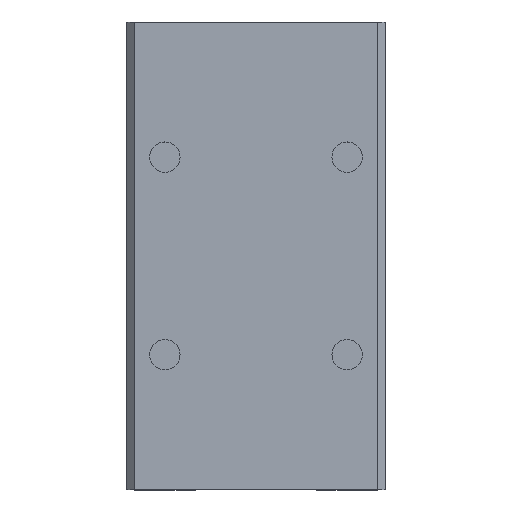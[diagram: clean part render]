
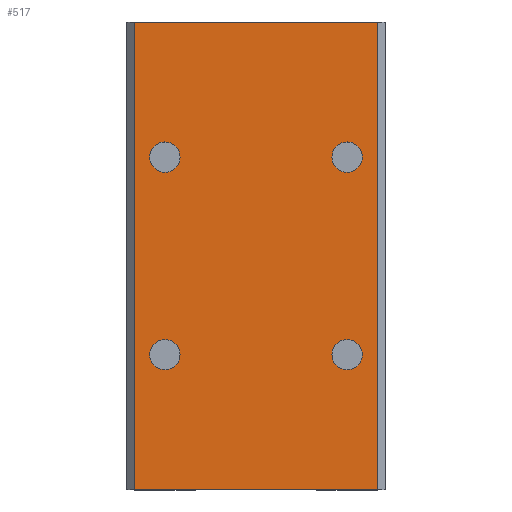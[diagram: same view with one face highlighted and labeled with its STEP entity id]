
A CAD part, top view. The second image highlights one B-rep face of the part: STEP entity #517.
In plain terms, the highlighted planar face has unit normal (0, 0, 1).
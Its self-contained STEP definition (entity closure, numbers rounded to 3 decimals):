
#95 = VERTEX_POINT('',#96);
#96 = CARTESIAN_POINT('',(-8.,0.,8.));
#102 = EDGE_CURVE('',#95,#103,#105,.T.);
#103 = VERTEX_POINT('',#104);
#104 = CARTESIAN_POINT('',(8.,0.,8.));
#105 = LINE('',#106,#107);
#106 = CARTESIAN_POINT('',(-8.5,0.,8.));
#107 = VECTOR('',#108,1.);
#108 = DIRECTION('',(1.,0.,0.));
#282 = VERTEX_POINT('',#283);
#283 = CARTESIAN_POINT('',(-8.,-30.8,8.));
#289 = EDGE_CURVE('',#282,#290,#292,.T.);
#290 = VERTEX_POINT('',#291);
#291 = CARTESIAN_POINT('',(8.,-30.8,8.));
#292 = LINE('',#293,#294);
#293 = CARTESIAN_POINT('',(-8.5,-30.8,8.));
#294 = VECTOR('',#295,1.);
#295 = DIRECTION('',(1.,0.,0.));
#490 = EDGE_CURVE('',#95,#282,#491,.T.);
#491 = LINE('',#492,#493);
#492 = CARTESIAN_POINT('',(-8.,0.,8.));
#493 = VECTOR('',#494,1.);
#494 = DIRECTION('',(0.,-1.,0.));
#517 = ADVANCED_FACE('',(#518,#529,#540,#551,#562),#573,.T.);
#518 = FACE_BOUND('',#519,.T.);
#519 = EDGE_LOOP('',(#520,#521,#522,#523));
#520 = ORIENTED_EDGE('',*,*,#102,.F.);
#521 = ORIENTED_EDGE('',*,*,#490,.T.);
#522 = ORIENTED_EDGE('',*,*,#289,.T.);
#523 = ORIENTED_EDGE('',*,*,#524,.F.);
#524 = EDGE_CURVE('',#103,#290,#525,.T.);
#525 = LINE('',#526,#527);
#526 = CARTESIAN_POINT('',(8.,0.,8.));
#527 = VECTOR('',#528,1.);
#528 = DIRECTION('',(0.,-1.,0.));
#529 = FACE_BOUND('',#530,.T.);
#530 = EDGE_LOOP('',(#531));
#531 = ORIENTED_EDGE('',*,*,#532,.F.);
#532 = EDGE_CURVE('',#533,#533,#535,.T.);
#533 = VERTEX_POINT('',#534);
#534 = CARTESIAN_POINT('',(-7.,-21.9,8.));
#535 = CIRCLE('',#536,1.);
#536 = AXIS2_PLACEMENT_3D('',#537,#538,#539);
#537 = CARTESIAN_POINT('',(-6.,-21.9,8.));
#538 = DIRECTION('',(0.,0.,1.));
#539 = DIRECTION('',(-1.,0.,0.));
#540 = FACE_BOUND('',#541,.T.);
#541 = EDGE_LOOP('',(#542));
#542 = ORIENTED_EDGE('',*,*,#543,.F.);
#543 = EDGE_CURVE('',#544,#544,#546,.T.);
#544 = VERTEX_POINT('',#545);
#545 = CARTESIAN_POINT('',(5.,-21.9,8.));
#546 = CIRCLE('',#547,1.);
#547 = AXIS2_PLACEMENT_3D('',#548,#549,#550);
#548 = CARTESIAN_POINT('',(6.,-21.9,8.));
#549 = DIRECTION('',(0.,0.,1.));
#550 = DIRECTION('',(-1.,0.,0.));
#551 = FACE_BOUND('',#552,.T.);
#552 = EDGE_LOOP('',(#553));
#553 = ORIENTED_EDGE('',*,*,#554,.F.);
#554 = EDGE_CURVE('',#555,#555,#557,.T.);
#555 = VERTEX_POINT('',#556);
#556 = CARTESIAN_POINT('',(-7.,-8.9,8.));
#557 = CIRCLE('',#558,1.);
#558 = AXIS2_PLACEMENT_3D('',#559,#560,#561);
#559 = CARTESIAN_POINT('',(-6.,-8.9,8.));
#560 = DIRECTION('',(0.,0.,1.));
#561 = DIRECTION('',(-1.,0.,0.));
#562 = FACE_BOUND('',#563,.T.);
#563 = EDGE_LOOP('',(#564));
#564 = ORIENTED_EDGE('',*,*,#565,.F.);
#565 = EDGE_CURVE('',#566,#566,#568,.T.);
#566 = VERTEX_POINT('',#567);
#567 = CARTESIAN_POINT('',(5.,-8.9,8.));
#568 = CIRCLE('',#569,1.);
#569 = AXIS2_PLACEMENT_3D('',#570,#571,#572);
#570 = CARTESIAN_POINT('',(6.,-8.9,8.));
#571 = DIRECTION('',(0.,0.,1.));
#572 = DIRECTION('',(-1.,0.,0.));
#573 = PLANE('',#574);
#574 = AXIS2_PLACEMENT_3D('',#575,#576,#577);
#575 = CARTESIAN_POINT('',(-8.5,0.,8.));
#576 = DIRECTION('',(0.,0.,1.));
#577 = DIRECTION('',(1.,0.,0.));
